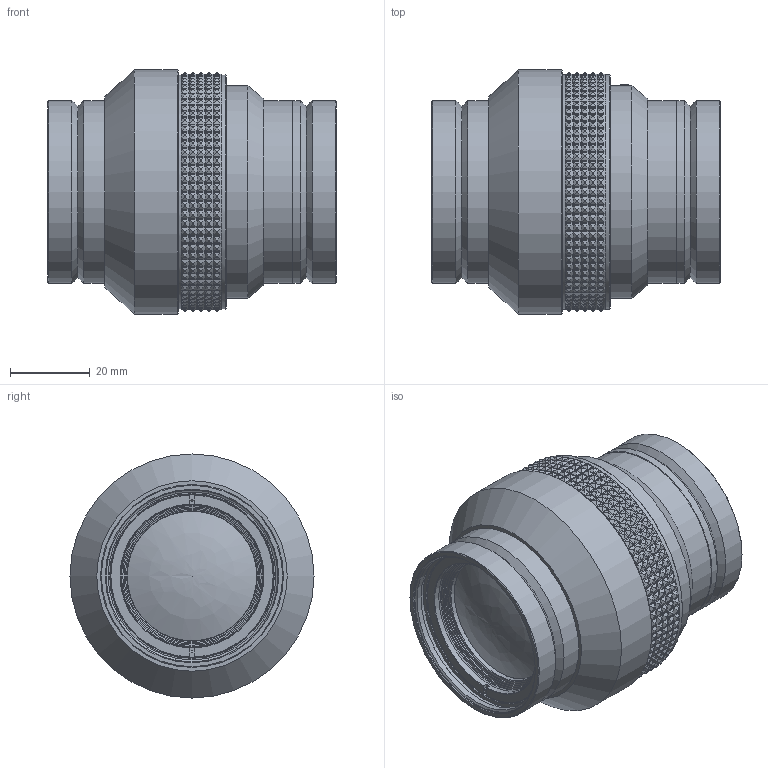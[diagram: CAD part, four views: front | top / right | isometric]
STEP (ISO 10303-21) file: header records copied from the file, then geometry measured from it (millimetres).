
FILE_DESCRIPTION(/* description */ (''),/* implementation_level */ '2;1');
FILE_NAME(/* name */ 'IDummy004374_a.stp',/* time_stamp */ '2011-09-19T14:52:41+02:00',/* author */ (''),/* organization */ (''),/* preprocessor_version */ 'ST-DEVELOPER v11',/* originating_system */ 'SIEMENS UGS NX 6.0',/* authorisation */ '');
FILE_SCHEMA (('AUTOMOTIVE_DESIGN { 1 0 10303 214 1 1 1 1 }'));
Length unit declared in the file: millimetre
Products named in the file (1): cordB83Erc50
Bounding box: 72.5 x 61.4 x 61.4 mm (x, y, z)
Volume: 138743.2 mm3; surface area: 19635.9 mm2
Topology: 1 solids, 1 shells, 2580 faces, 6521 edges, 3952 vertices
Faces by surface type: plane 1267, cone 876, cylinder 435, revolution 2
Full cylindrical faces by diameter (mm): 2.5 x1, 32.6 x2, 32.607 x1, 32.658 x1, 36 x2, 41 x2, 42.188 x2, 43.2 x4, 45.8 x1, 46 x4, 53.4 x1, 59 x2, 61.4 x1
Entity records: 78483 total; most frequent: CARTESIAN_POINT 22934, ORIENTED_EDGE 12846, DIRECTION 9702, EDGE_CURVE 6423, AXIS2_PLACEMENT_3D 4003, VERTEX_POINT 3927, B_SPLINE_CURVE_WITH_KNOTS 3307, EDGE_LOOP 2660
